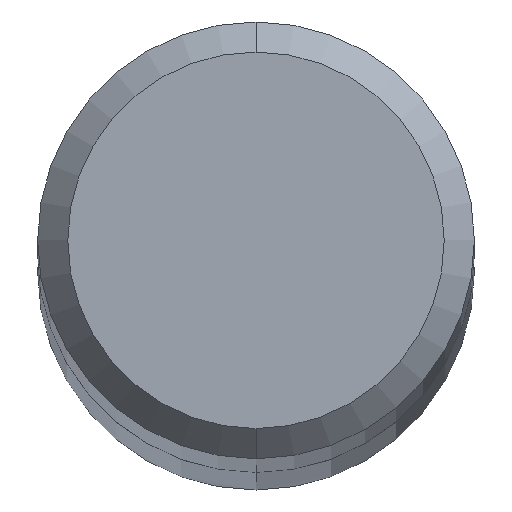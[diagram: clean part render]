
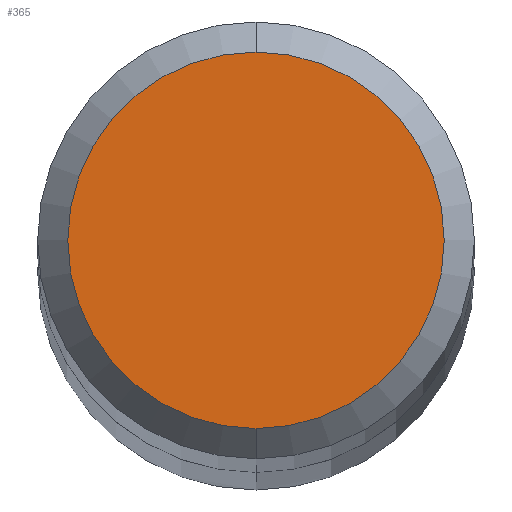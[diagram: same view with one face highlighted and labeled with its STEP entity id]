
A CAD part, top view. The second image highlights one B-rep face of the part: STEP entity #365.
In plain terms, the highlighted planar face has unit normal (0, 0, 1).
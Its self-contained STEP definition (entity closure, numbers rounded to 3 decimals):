
#203=EDGE_CURVE('',#315,#385,#466,.T.);
#315=VERTEX_POINT('',#589);
#321=EDGE_CURVE('',#385,#315,#595,.T.);
#365=ADVANCED_FACE('',(#644),#645,.T.);
#385=VERTEX_POINT('',#668);
#466=CIRCLE('',#873,1.25);
#589=CARTESIAN_POINT('',(0.0,1.25,50.0));
#595=CIRCLE('',#1166,1.25);
#644=FACE_OUTER_BOUND('',#1259,.T.);
#645=PLANE('',#1260);
#668=CARTESIAN_POINT('',(0.,-1.25,50.0));
#873=AXIS2_PLACEMENT_3D('',#1349,#1350,#1351);
#1166=AXIS2_PLACEMENT_3D('',#1484,#1485,#1486);
#1259=EDGE_LOOP('',(#1550,#1551));
#1260=AXIS2_PLACEMENT_3D('',#1552,#1553,#1554);
#1349=CARTESIAN_POINT('',(0.0,0.0,50.0));
#1350=DIRECTION('',(0.0,0.0,-1.0));
#1351=DIRECTION('',(0.0,1.0,0.0));
#1484=CARTESIAN_POINT('',(0.0,0.0,50.0));
#1485=DIRECTION('',(0.0,0.0,-1.0));
#1486=DIRECTION('',(0.0,1.0,0.0));
#1550=ORIENTED_EDGE('',*,*,#203,.F.);
#1551=ORIENTED_EDGE('',*,*,#321,.F.);
#1552=CARTESIAN_POINT('',(0.0,0.625,50.0));
#1553=DIRECTION('',(0.0,0.0,1.0));
#1554=DIRECTION('',(0.0,-1.0,0.0));
